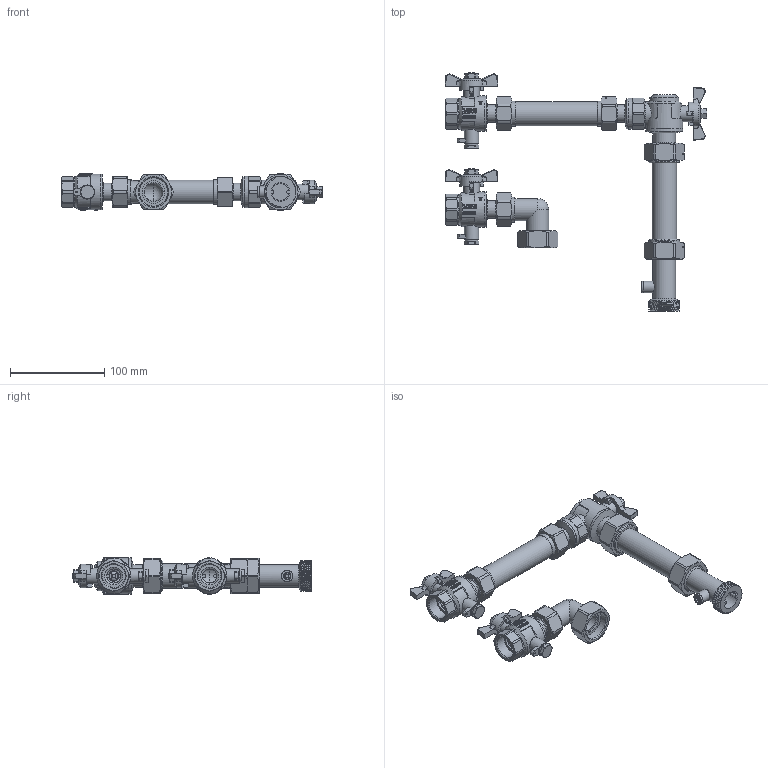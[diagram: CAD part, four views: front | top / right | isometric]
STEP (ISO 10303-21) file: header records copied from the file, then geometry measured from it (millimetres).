
FILE_DESCRIPTION(/* description */ ('Unknown'),/* implementation_level */ '2;1');
FILE_NAME(/* name */ '85121061',/* time_stamp */ '2023-07-20T08:47:27+02:00',/* author */ ('Unknown'),/* organization */ ('Unknown'),/* preprocessor_version */ 'ST-DEVELOPER v18.102',/* originating_system */ 'Solid Edge',/* authorisation */ 'Unknown');
FILE_SCHEMA (('AUTOMOTIVE_DESIGN {1 0 10303 214 3 1 1}'));
Length unit declared in the file: millimetre
Products named in the file (48): 85121051; 725-55; StoppRing; Speerring; Dichtung; St_tze; _berwurfmutter; O-Ring; nippel-110-red; 722_55; Überwurfmutter_3_4; Einschraubteil_722_55; Körper; M8; Dichtung_0; Flügelgriff 1_4 - 3_4; 97000077-3_4; Schraube; Stopfbuchse_; Spindel_; 2.149V.020; Einschraubteil-郻M_020; Körper_020; 3_4-Spindel-co; 600-3_4-Spindel; 600-3_4-Spindeldichtung; 600-3_4-Stopfbuchse; 600-3_4-O-Ring; 600-3_4-Mutter-Fl.G.; 97000077-1; Sonderverschraubung AG1_郻M1; Stütze-SONDER-Danfoss-VOLL-STEP; St_tze.2.1; Dichtung.1; 98708714-3_4-1; Winkel-30-35.1; Speerring.1; _berwurfmutter.1; Rohrnippel_1- L=105
Assembly tree (49 placements, depth 5):
  85121051
    725-55
      StoppRing
      Speerring
      Dichtung
      St_tze
      _berwurfmutter
      O-Ring
    nippel-110-red
    722_55  x2
      Überwurfmutter_3_4
      Einschraubteil_722_55
      Körper
      Speerring
      M8
      Dichtung_0
      Flügelgriff 1_4 - 3_4
      97000077-3_4
      Schraube
      Stopfbuchse_
      Spindel_
    2.149V.020
      Flügelgriff 1_4 - 3_4
      2.149V.020
        _berwurfmutter
        Einschraubteil-郻M_020
        Körper_020
        3_4-Spindel-co
          600-3_4-Spindel
          600-3_4-Spindeldichtung
          600-3_4-Stopfbuchse
          600-3_4-O-Ring
      600-3_4-Mutter-Fl.G.
      97000077-1
    Sonderverschraubung AG1_郻M1
      _berwurfmutter
      Speerring
      Stütze-SONDER-Danfoss-VOLL-STEP
        St_tze.2.1
          St_tze.2.1
        Dichtung.1
          Dichtung.1
      Dichtung
    98708714-3_4-1
      Winkel-30-35.1
      Dichtung.1
      Speerring.1
      _berwurfmutter.1
    Rohrnippel_1- L=105
Bounding box: 277.16 x 252.3 x 39 mm (x, y, z)
Volume: 241266.2 mm3; surface area: 171167.3 mm2
Topology: 49 solids, 49 shells, 2928 faces, 7854 edges, 5155 vertices
Faces by surface type: plane 2145, cylinder 442, cone 233, bspline 56, sphere 32, torus 20
Full cylindrical faces by diameter (mm): 1.5 x5, 3.5 x1, 5 x2, 5.9 x2, 6.6 x2, 6.647 x2, 6.7 x2, 6.75 x1, 8 x1, 8.9 x2, 8.92 x2, 9 x6, 9.1 x4, 9.3 x1, 10 x4, 10.5 x3, 11 x3, 12 x5, 12.3 x1, 12.376 x2, 12.5 x2, 13 x2, 14 x3, 15 x7, 16 x4, 17 x3, 18 x3, 18.5 x3, 18.6 x3, 19 x2
Entity records: 61259 total; most frequent: CARTESIAN_POINT 18095, DIRECTION 9259, ORIENTED_EDGE 8054, EDGE_CURVE 4027, AXIS2_PLACEMENT_3D 3863, VERTEX_POINT 2781, FACE_BOUND 2064, EDGE_LOOP 2061
